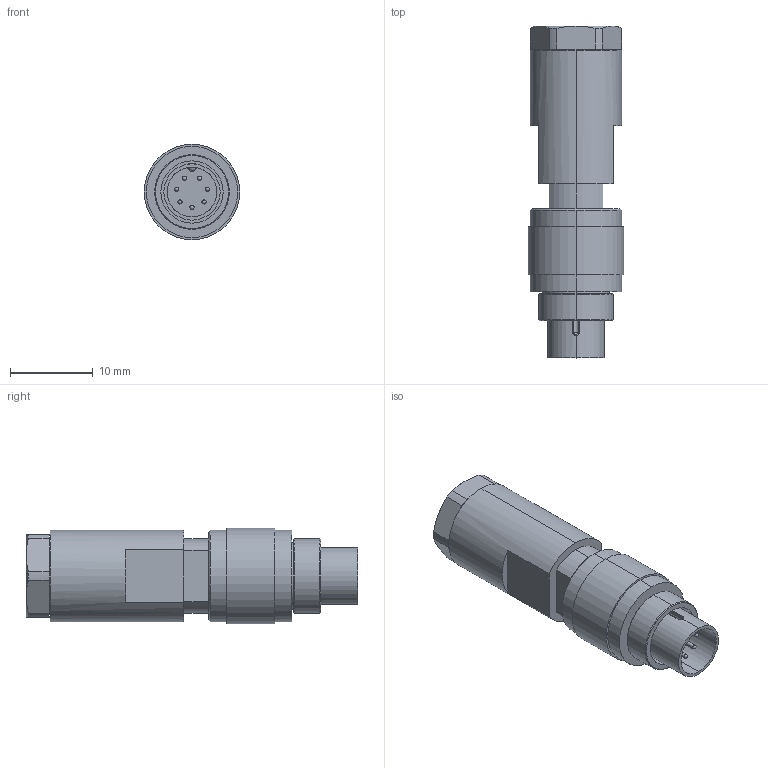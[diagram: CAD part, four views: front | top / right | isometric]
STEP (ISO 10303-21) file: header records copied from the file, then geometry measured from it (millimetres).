
FILE_DESCRIPTION((''),'2;1');
FILE_NAME('99-0421-00-07.stp','2005-04-19T14:09:31',('generator'),(''),'Autodesk Inventor 7','Autodesk Inventor 7','');
FILE_SCHEMA(('AUTOMOTIVE_DESIGN { 1 0 10303 214 1 1 1 1 }'));
Length unit declared in the file: millimetre
Products named in the file (1): 99-0421-00-07
Bounding box: 11.5 x 40 x 11.5 mm (x, y, z)
Volume: 2892.5 mm3; surface area: 2221.3 mm2
Topology: 1 solids, 1 shells, 115 faces, 293 edges, 182 vertices
Faces by surface type: cylinder 60, plane 28, cone 12, sphere 8, bspline 5, torus 2
Entity records: 3570 total; most frequent: CARTESIAN_POINT 916, DIRECTION 595, ORIENTED_EDGE 518, EDGE_CURVE 259, AXIS2_PLACEMENT_3D 248, VERTEX_POINT 165, CIRCLE 137, EDGE_LOOP 134
